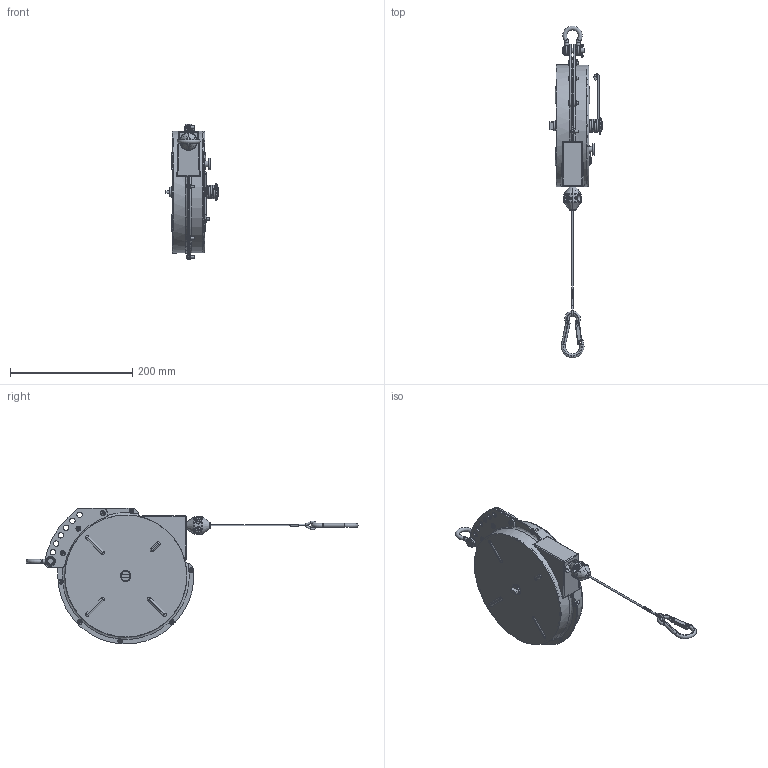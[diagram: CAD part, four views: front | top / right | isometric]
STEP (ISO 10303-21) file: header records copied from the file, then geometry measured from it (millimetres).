
FILE_DESCRIPTION(('BG Balance Reel'),'2;1');
FILE_NAME('BG_Reel_032207.stp','2014-07-18T15:34:06',('kpea'),('Gleason Reel A Hubbell Company'),'Autodesk Inventor 2013','Autodesk Inventor 2013','Gleason Reel Engineering');
FILE_SCHEMA(('AUTOMOTIVE_DESIGN { 1 0 10303 214 1 1 1 1 }'));
Length unit declared in the file: inch
Products named in the file (1): BG_Reel_032207
Bounding box: 85.6 x 542.42 x 222.16 mm (x, y, z)
Volume: 264367.5 mm3; surface area: 289075.3 mm2
Topology: 46 solids, 46 shells, 1371 faces, 3330 edges, 2078 vertices
Faces by surface type: plane 519, cylinder 375, cone 165, torus 142, bspline 137, sphere 29, revolution 4
Full cylindrical faces by diameter (mm): 1.726 x2, 2.286 x1, 3.048 x1, 3.175 x4, 3.242 x9, 3.302 x4, 4 x9, 4.318 x1, 4.369 x24, 4.674 x8, 4.826 x5, 4.978 x1, 5.156 x5, 6.248 x1, 6.299 x1, 6.35 x4, 6.477 x2, 7.772 x1, 7.874 x1, 8 x9, 8.636 x4, 8.738 x14, 9.525 x1, 9.652 x2, 9.906 x2, 12.319 x2, 12.7 x3, 13.106 x1, 14.3 x1, 15.85 x5
Entity records: 47160 total; most frequent: CARTESIAN_POINT 15674, DIRECTION 6232, ORIENTED_EDGE 6032, EDGE_CURVE 3016, AXIS2_PLACEMENT_3D 2520, VERTEX_POINT 2046, EDGE_LOOP 1818, FACE_OUTER_BOUND 1371
